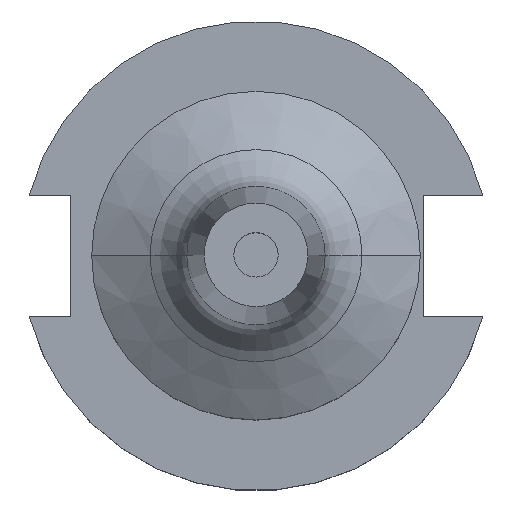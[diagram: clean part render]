
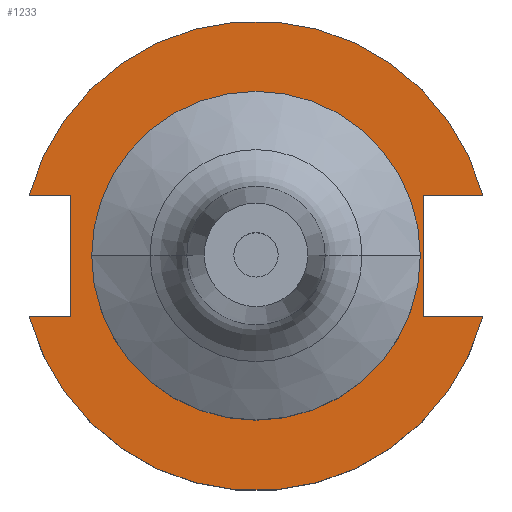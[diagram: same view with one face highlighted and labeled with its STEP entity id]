
A CAD part, top view. The second image highlights one B-rep face of the part: STEP entity #1233.
In plain terms, the highlighted planar face has unit normal (0, 0, 1).
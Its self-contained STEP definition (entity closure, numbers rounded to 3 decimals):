
#6 = CARTESIAN_POINT ( 'NONE',  ( 22.606, 22.225, 19.05 ) ) ;
#12 = CARTESIAN_POINT ( 'NONE',  ( 0., 0., 19.05 ) ) ;
#25 = VERTEX_POINT ( 'NONE', #1517 ) ;
#39 = EDGE_CURVE ( 'NONE', #25, #527, #1387, .T. ) ;
#61 = CARTESIAN_POINT ( 'NONE',  ( 22.606, 8.191, 19.05 ) ) ;
#77 = VERTEX_POINT ( 'NONE', #1540 ) ;
#80 = EDGE_CURVE ( 'NONE', #99, #133, #1349, .T. ) ;
#90 = DIRECTION ( 'NONE',  ( 0., 0., 1. ) ) ;
#96 = FACE_BOUND ( 'NONE', #410, .T. ) ;
#99 = VERTEX_POINT ( 'NONE', #971 ) ;
#103 = ORIENTED_EDGE ( 'NONE', *, *, #1339, .F. ) ;
#131 = VERTEX_POINT ( 'NONE', #460 ) ;
#133 = VERTEX_POINT ( 'NONE', #955 ) ;
#140 = VECTOR ( 'NONE', #1056, 1000. ) ;
#174 = EDGE_CURVE ( 'NONE', #310, #77, #1265, .T. ) ;
#191 = LINE ( 'NONE', #1120, #827 ) ;
#229 = VERTEX_POINT ( 'NONE', #1412 ) ;
#250 = DIRECTION ( 'NONE',  ( 0., 0., -1. ) ) ;
#252 = DIRECTION ( 'NONE',  ( -1., 0., 0. ) ) ;
#310 = VERTEX_POINT ( 'NONE', #665 ) ;
#379 = DIRECTION ( 'NONE',  ( 0., 1., 0. ) ) ;
#391 = ORIENTED_EDGE ( 'NONE', *, *, #1454, .F. ) ;
#394 = DIRECTION ( 'NONE',  ( 1., 0., 0. ) ) ;
#410 = EDGE_LOOP ( 'NONE', ( #947, #391 ) ) ;
#413 = EDGE_CURVE ( 'NONE', #310, #1325, #864, .T. ) ;
#435 = EDGE_CURVE ( 'NONE', #99, #131, #191, .T. ) ;
#441 = CIRCLE ( 'NONE', #1058, 22.225 ) ;
#460 = CARTESIAN_POINT ( 'NONE',  ( -25.091, -8.191, 19.05 ) ) ;
#480 = VERTEX_POINT ( 'NONE', #881 ) ;
#489 = VECTOR ( 'NONE', #252, 1000. ) ;
#491 = ORIENTED_EDGE ( 'NONE', *, *, #80, .T. ) ;
#527 = VERTEX_POINT ( 'NONE', #846 ) ;
#531 = EDGE_CURVE ( 'NONE', #480, #1325, #1305, .T. ) ;
#600 = LINE ( 'NONE', #1190, #1599 ) ;
#616 = AXIS2_PLACEMENT_3D ( 'NONE', #961, #769, #1266 ) ;
#617 = ORIENTED_EDGE ( 'NONE', *, *, #531, .T. ) ;
#634 = EDGE_CURVE ( 'NONE', #229, #131, #1138, .T. ) ;
#661 = ORIENTED_EDGE ( 'NONE', *, *, #413, .F. ) ;
#665 = CARTESIAN_POINT ( 'NONE',  ( 30.675, 8.191, 19.05 ) ) ;
#675 = CARTESIAN_POINT ( 'NONE',  ( -61.091, 8.191, 19.05 ) ) ;
#769 = DIRECTION ( 'NONE',  ( 0., 0., 1. ) ) ;
#827 = VECTOR ( 'NONE', #394, 1000. ) ;
#846 = CARTESIAN_POINT ( 'NONE',  ( -22.225, 0., 19.05 ) ) ;
#864 = LINE ( 'NONE', #1611, #489 ) ;
#881 = CARTESIAN_POINT ( 'NONE',  ( 22.606, -8.191, 19.05 ) ) ;
#937 = VECTOR ( 'NONE', #948, 1000. ) ;
#947 = ORIENTED_EDGE ( 'NONE', *, *, #39, .F. ) ;
#948 = DIRECTION ( 'NONE',  ( 1., 0., 0. ) ) ;
#955 = CARTESIAN_POINT ( 'NONE',  ( 30.675, -8.191, 19.05 ) ) ;
#961 = CARTESIAN_POINT ( 'NONE',  ( 0., 0., 19.05 ) ) ;
#968 = DIRECTION ( 'NONE',  ( 0., 0., 1. ) ) ;
#971 = CARTESIAN_POINT ( 'NONE',  ( -30.675, -8.191, 19.05 ) ) ;
#972 = DIRECTION ( 'NONE',  ( 1., 0., 0. ) ) ;
#1056 = DIRECTION ( 'NONE',  ( 0., -1., 0. ) ) ;
#1058 = AXIS2_PLACEMENT_3D ( 'NONE', #1624, #90, #972 ) ;
#1059 = DIRECTION ( 'NONE',  ( 1., 0., 0. ) ) ;
#1063 = FACE_OUTER_BOUND ( 'NONE', #1096, .T. ) ;
#1096 = EDGE_LOOP ( 'NONE', ( #1236, #1443, #491, #103, #617, #661, #1523, #1576 ) ) ;
#1120 = CARTESIAN_POINT ( 'NONE',  ( -61.091, -8.191, 19.05 ) ) ;
#1124 = PLANE ( 'NONE',  #1256 ) ;
#1134 = DIRECTION ( 'NONE',  ( -1., 0., 0. ) ) ;
#1138 = LINE ( 'NONE', #1299, #140 ) ;
#1190 = CARTESIAN_POINT ( 'NONE',  ( 0., -8.191, 19.05 ) ) ;
#1233 = ADVANCED_FACE ( 'NONE', ( #96, #1063 ), #1124, .F. ) ;
#1236 = ORIENTED_EDGE ( 'NONE', *, *, #634, .T. ) ;
#1256 = AXIS2_PLACEMENT_3D ( 'NONE', #1419, #250, #1134 ) ;
#1265 = CIRCLE ( 'NONE', #616, 31.75 ) ;
#1266 = DIRECTION ( 'NONE',  ( 1., 0., 0. ) ) ;
#1291 = EDGE_CURVE ( 'NONE', #77, #229, #1632, .T. ) ;
#1299 = CARTESIAN_POINT ( 'NONE',  ( -25.091, 8.191, 19.05 ) ) ;
#1305 = LINE ( 'NONE', #6, #1619 ) ;
#1324 = DIRECTION ( 'NONE',  ( 1., 0., 0. ) ) ;
#1325 = VERTEX_POINT ( 'NONE', #61 ) ;
#1329 = AXIS2_PLACEMENT_3D ( 'NONE', #1460, #1536, #1059 ) ;
#1339 = EDGE_CURVE ( 'NONE', #480, #133, #600, .T. ) ;
#1349 = CIRCLE ( 'NONE', #1516, 31.75 ) ;
#1387 = CIRCLE ( 'NONE', #1329, 22.225 ) ;
#1412 = CARTESIAN_POINT ( 'NONE',  ( -25.091, 8.191, 19.05 ) ) ;
#1419 = CARTESIAN_POINT ( 'NONE',  ( 0., 22.225, 19.05 ) ) ;
#1443 = ORIENTED_EDGE ( 'NONE', *, *, #435, .F. ) ;
#1454 = EDGE_CURVE ( 'NONE', #527, #25, #441, .T. ) ;
#1460 = CARTESIAN_POINT ( 'NONE',  ( 0., 0., 19.05 ) ) ;
#1485 = DIRECTION ( 'NONE',  ( 1., 0., 0. ) ) ;
#1516 = AXIS2_PLACEMENT_3D ( 'NONE', #12, #968, #1485 ) ;
#1517 = CARTESIAN_POINT ( 'NONE',  ( 22.225, 0., 19.05 ) ) ;
#1523 = ORIENTED_EDGE ( 'NONE', *, *, #174, .T. ) ;
#1536 = DIRECTION ( 'NONE',  ( 0., 0., 1. ) ) ;
#1540 = CARTESIAN_POINT ( 'NONE',  ( -30.675, 8.191, 19.05 ) ) ;
#1576 = ORIENTED_EDGE ( 'NONE', *, *, #1291, .T. ) ;
#1599 = VECTOR ( 'NONE', #1324, 1000. ) ;
#1611 = CARTESIAN_POINT ( 'NONE',  ( 0., 8.191, 19.05 ) ) ;
#1619 = VECTOR ( 'NONE', #379, 1000. ) ;
#1624 = CARTESIAN_POINT ( 'NONE',  ( 0., 0., 19.05 ) ) ;
#1632 = LINE ( 'NONE', #675, #937 ) ;
